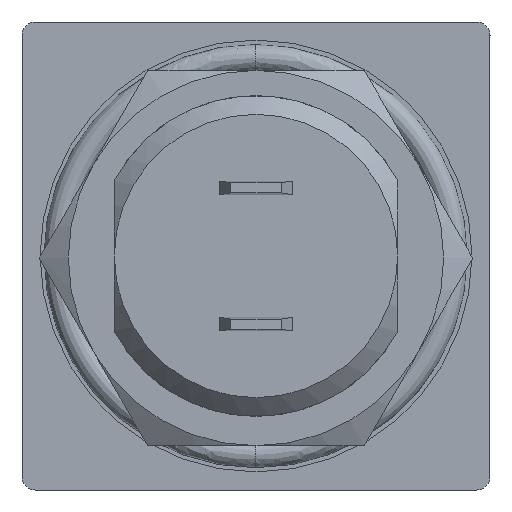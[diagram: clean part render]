
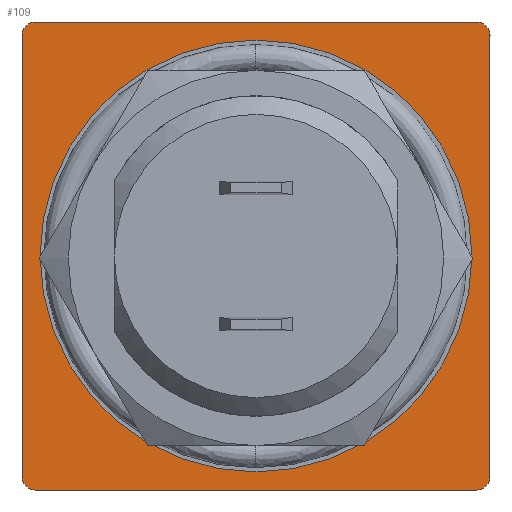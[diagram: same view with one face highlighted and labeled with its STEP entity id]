
A CAD part, front view. The second image highlights one B-rep face of the part: STEP entity #109.
In plain terms, the highlighted planar face has unit normal (0, -1, 0).
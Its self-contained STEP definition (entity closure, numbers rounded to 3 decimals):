
#109=ADVANCED_FACE('',(#295,#296),#297,.F.);
#295=FACE_OUTER_BOUND('',#642,.T.);
#296=FACE_BOUND('',#643,.T.);
#297=PLANE('',#644);
#642=EDGE_LOOP('',(#1833,#1834,#1835,#1836,#1837,#1838,#1839,#1840));
#643=EDGE_LOOP('',(#1841,#1842));
#644=AXIS2_PLACEMENT_3D('',#1843,#1844,#1845);
#1833=ORIENTED_EDGE('',*,*,#2966,.F.);
#1834=ORIENTED_EDGE('',*,*,#2967,.F.);
#1835=ORIENTED_EDGE('',*,*,#2968,.F.);
#1836=ORIENTED_EDGE('',*,*,#2969,.F.);
#1837=ORIENTED_EDGE('',*,*,#2970,.F.);
#1838=ORIENTED_EDGE('',*,*,#2971,.F.);
#1839=ORIENTED_EDGE('',*,*,#2972,.F.);
#1840=ORIENTED_EDGE('',*,*,#2973,.F.);
#1841=ORIENTED_EDGE('',*,*,#2965,.F.);
#1842=ORIENTED_EDGE('',*,*,#2924,.F.);
#1843=CARTESIAN_POINT('',(-8.725,0.0,-8.725));
#1844=DIRECTION('',(0.0,1.0,0.0));
#1845=DIRECTION('',(1.0,0.0,-0.0));
#2924=EDGE_CURVE('',#3325,#3327,#3328,.T.);
#2965=EDGE_CURVE('',#3327,#3325,#3397,.T.);
#2966=EDGE_CURVE('',#3398,#3399,#3400,.T.);
#2967=EDGE_CURVE('',#3401,#3398,#3402,.T.);
#2968=EDGE_CURVE('',#3403,#3401,#3404,.T.);
#2969=EDGE_CURVE('',#3405,#3403,#3406,.T.);
#2970=EDGE_CURVE('',#3407,#3405,#3408,.T.);
#2971=EDGE_CURVE('',#3409,#3407,#3410,.T.);
#2972=EDGE_CURVE('',#3411,#3409,#3412,.T.);
#2973=EDGE_CURVE('',#3399,#3411,#3413,.T.);
#3325=VERTEX_POINT('',#3953);
#3327=VERTEX_POINT('',#3956);
#3328=CIRCLE('',#3957,8.05);
#3397=CIRCLE('',#4070,8.05);
#3398=VERTEX_POINT('',#4071);
#3399=VERTEX_POINT('',#4072);
#3400=CIRCLE('',#4073,0.5);
#3401=VERTEX_POINT('',#4074);
#3402=LINE('',#4075,#4076);
#3403=VERTEX_POINT('',#4077);
#3404=CIRCLE('',#4078,0.5);
#3405=VERTEX_POINT('',#4079);
#3406=LINE('',#4080,#4081);
#3407=VERTEX_POINT('',#4082);
#3408=CIRCLE('',#4083,0.5);
#3409=VERTEX_POINT('',#4084);
#3410=LINE('',#4085,#4086);
#3411=VERTEX_POINT('',#4087);
#3412=CIRCLE('',#4088,0.5);
#3413=LINE('',#4089,#4090);
#3953=CARTESIAN_POINT('',(-8.05,0.,0.));
#3956=CARTESIAN_POINT('',(8.05,0.,0.0));
#3957=AXIS2_PLACEMENT_3D('',#5654,#5655,#5656);
#4070=AXIS2_PLACEMENT_3D('',#5732,#5733,#5734);
#4071=CARTESIAN_POINT('',(8.225,0.0,8.725));
#4072=CARTESIAN_POINT('',(8.725,0.0,8.225));
#4073=AXIS2_PLACEMENT_3D('',#5735,#5736,#5737);
#4074=CARTESIAN_POINT('',(-8.225,0.0,8.725));
#4075=CARTESIAN_POINT('',(0.0,0.0,8.725));
#4076=VECTOR('',#5738,1000.0);
#4077=CARTESIAN_POINT('',(-8.725,0.0,8.225));
#4078=AXIS2_PLACEMENT_3D('',#5739,#5740,#5741);
#4079=CARTESIAN_POINT('',(-8.725,0.0,-8.225));
#4080=CARTESIAN_POINT('',(-8.725,0.0,0.0));
#4081=VECTOR('',#5742,1000.0);
#4082=CARTESIAN_POINT('',(-8.225,0.0,-8.725));
#4083=AXIS2_PLACEMENT_3D('',#5743,#5744,#5745);
#4084=CARTESIAN_POINT('',(8.225,0.0,-8.725));
#4085=CARTESIAN_POINT('',(0.0,0.0,-8.725));
#4086=VECTOR('',#5746,1000.0);
#4087=CARTESIAN_POINT('',(8.725,0.0,-8.225));
#4088=AXIS2_PLACEMENT_3D('',#5747,#5748,#5749);
#4089=CARTESIAN_POINT('',(8.725,0.0,0.0));
#4090=VECTOR('',#5750,1000.0);
#5654=CARTESIAN_POINT('',(0.,0.0,0.0));
#5655=DIRECTION('',(0.,-1.0,0.0));
#5656=DIRECTION('',(1.0,0.,0.0));
#5732=CARTESIAN_POINT('',(0.,0.0,0.0));
#5733=DIRECTION('',(0.,-1.0,0.0));
#5734=DIRECTION('',(1.0,0.,0.0));
#5735=CARTESIAN_POINT('',(8.225,0.0,8.225));
#5736=DIRECTION('',(0.0,1.0,0.0));
#5737=DIRECTION('',(0.0,0.0,-1.0));
#5738=DIRECTION('',(1.0,0.0,0.0));
#5739=CARTESIAN_POINT('',(-8.225,0.0,8.225));
#5740=DIRECTION('',(0.0,1.0,0.0));
#5741=DIRECTION('',(0.0,0.0,-1.0));
#5742=DIRECTION('',(0.0,0.0,1.0));
#5743=CARTESIAN_POINT('',(-8.225,0.0,-8.225));
#5744=DIRECTION('',(0.0,1.0,0.0));
#5745=DIRECTION('',(0.0,0.0,-1.0));
#5746=DIRECTION('',(-1.0,-0.0,-0.0));
#5747=CARTESIAN_POINT('',(8.225,0.0,-8.225));
#5748=DIRECTION('',(0.0,1.0,0.0));
#5749=DIRECTION('',(0.0,0.0,-1.0));
#5750=DIRECTION('',(-0.0,-0.0,-1.0));
